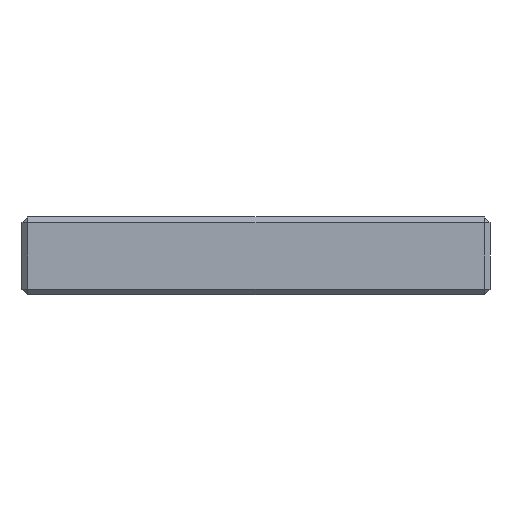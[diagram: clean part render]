
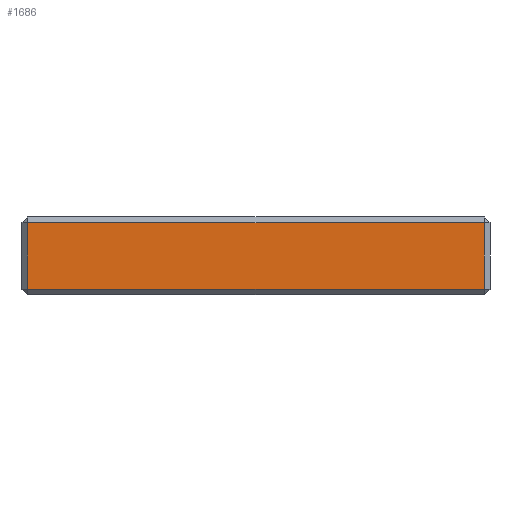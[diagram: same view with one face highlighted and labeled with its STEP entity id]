
A CAD part, front view. The second image highlights one B-rep face of the part: STEP entity #1686.
In plain terms, the highlighted planar face has unit normal (0, -1, 0).
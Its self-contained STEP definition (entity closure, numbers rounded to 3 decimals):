
#25 = DIRECTION ( 'NONE',  ( 0., 0., -1. ) ) ;
#32 = LINE ( 'NONE', #677, #1327 ) ;
#104 = ORIENTED_EDGE ( 'NONE', *, *, #1009, .F. ) ;
#190 = VECTOR ( 'NONE', #917, 1000. ) ;
#218 = LINE ( 'NONE', #749, #845 ) ;
#229 = ORIENTED_EDGE ( 'NONE', *, *, #437, .F. ) ;
#350 = DIRECTION ( 'NONE',  ( 0., 0., -1. ) ) ;
#387 = VERTEX_POINT ( 'NONE', #1359 ) ;
#437 = EDGE_CURVE ( 'NONE', #1187, #769, #454, .T. ) ;
#454 = LINE ( 'NONE', #634, #1419 ) ;
#550 = ORIENTED_EDGE ( 'NONE', *, *, #1757, .F. ) ;
#634 = CARTESIAN_POINT ( 'NONE',  ( 41.5, -2.5, 1.75 ) ) ;
#677 = CARTESIAN_POINT ( 'NONE',  ( 21., -2.5, 6.5 ) ) ;
#749 = CARTESIAN_POINT ( 'NONE',  ( 21., -2.5, 0.5 ) ) ;
#769 = VERTEX_POINT ( 'NONE', #867 ) ;
#831 = CARTESIAN_POINT ( 'NONE',  ( 21., -2.5, 3.5 ) ) ;
#845 = VECTOR ( 'NONE', #1212, 1000. ) ;
#848 = DIRECTION ( 'NONE',  ( 0., -1., 0. ) ) ;
#867 = CARTESIAN_POINT ( 'NONE',  ( 41.5, -2.5, 0.5 ) ) ;
#904 = LINE ( 'NONE', #1717, #190 ) ;
#917 = DIRECTION ( 'NONE',  ( 0., 0., 1. ) ) ;
#1009 = EDGE_CURVE ( 'NONE', #769, #387, #218, .T. ) ;
#1116 = VERTEX_POINT ( 'NONE', #1379 ) ;
#1122 = AXIS2_PLACEMENT_3D ( 'NONE', #831, #848, #350 ) ;
#1187 = VERTEX_POINT ( 'NONE', #1587 ) ;
#1196 = ORIENTED_EDGE ( 'NONE', *, *, #1858, .F. ) ;
#1212 = DIRECTION ( 'NONE',  ( -1., 0., 0. ) ) ;
#1236 = DIRECTION ( 'NONE',  ( 1., 0., 0. ) ) ;
#1327 = VECTOR ( 'NONE', #1236, 1000. ) ;
#1359 = CARTESIAN_POINT ( 'NONE',  ( 0.5, -2.5, 0.5 ) ) ;
#1379 = CARTESIAN_POINT ( 'NONE',  ( 0.5, -2.5, 6.5 ) ) ;
#1419 = VECTOR ( 'NONE', #25, 1000. ) ;
#1523 = FACE_OUTER_BOUND ( 'NONE', #1601, .T. ) ;
#1587 = CARTESIAN_POINT ( 'NONE',  ( 41.5, -2.5, 6.5 ) ) ;
#1601 = EDGE_LOOP ( 'NONE', ( #550, #1196, #104, #229 ) ) ;
#1686 = ADVANCED_FACE ( 'NONE', ( #1523 ), #2003, .T. ) ;
#1717 = CARTESIAN_POINT ( 'NONE',  ( 0.5, -2.5, 1.75 ) ) ;
#1757 = EDGE_CURVE ( 'NONE', #1116, #1187, #32, .T. ) ;
#1858 = EDGE_CURVE ( 'NONE', #387, #1116, #904, .T. ) ;
#2003 = PLANE ( 'NONE',  #1122 ) ;
